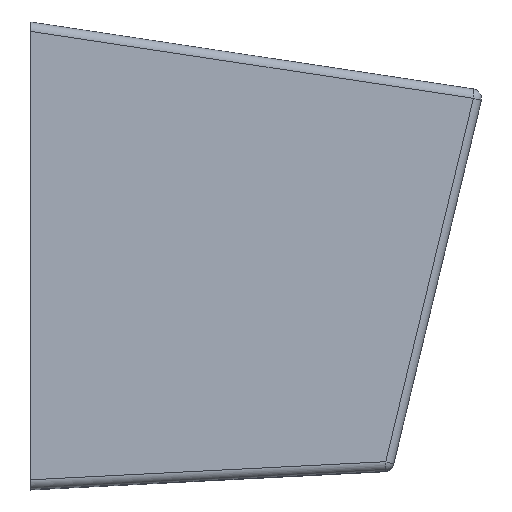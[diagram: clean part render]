
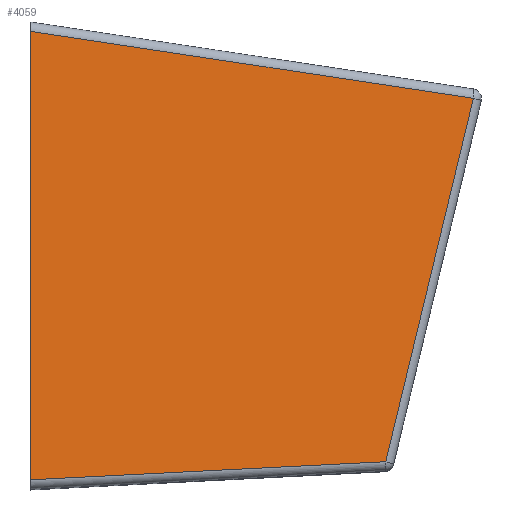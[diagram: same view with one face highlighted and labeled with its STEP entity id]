
A CAD part, top view. The second image highlights one B-rep face of the part: STEP entity #4059.
In plain terms, the highlighted planar face has unit normal (0.149, 0, 0.989).
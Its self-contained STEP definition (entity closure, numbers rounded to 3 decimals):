
#61=CARTESIAN_POINT('',(0.,0.994,24.2));
#87=CARTESIAN_POINT('',(0.,48.211,24.2));
#95=DIRECTION('',(0.,-1.,0.));
#96=VECTOR('',#95,47.218);
#97=CARTESIAN_POINT('',(0.,48.211,24.2));
#98=LINE('',#97,#96);
#1346=DIRECTION('',(-0.988,-0.051,0.149));
#1347=VECTOR('',#1346,37.871);
#1348=CARTESIAN_POINT('',(37.399,2.907,18.555));
#1349=LINE('',#1348,#1347);
#1350=DIRECTION('',(0.978,-0.148,-0.148));
#1351=VECTOR('',#1350,47.672);
#1352=CARTESIAN_POINT('',(0.,48.211,24.2));
#1353=LINE('',#1352,#1351);
#1354=DIRECTION('',(-0.234,-0.972,0.035));
#1355=VECTOR('',#1354,39.387);
#1356=CARTESIAN_POINT('',(46.622,41.174,17.163));
#1357=LINE('',#1356,#1355);
#1519=VERTEX_POINT('',#61);
#1520=CARTESIAN_POINT('',(37.399,2.907,18.555));
#1521=VERTEX_POINT('',#1520);
#1528=CARTESIAN_POINT('',(46.622,41.174,17.163));
#1529=VERTEX_POINT('',#1528);
#1532=VERTEX_POINT('',#87);
#4048=CARTESIAN_POINT('',(47.7,0.,17.));
#4049=DIRECTION('',(-0.149,0.,-0.989));
#4050=DIRECTION('',(-0.989,0.,0.149));
#4051=AXIS2_PLACEMENT_3D('',#4048,#4049,#4050);
#4052=PLANE('',#4051);
#4053=ORIENTED_EDGE('',*,*,#1757,.T.);
#4054=ORIENTED_EDGE('',*,*,#1782,.F.);
#4055=ORIENTED_EDGE('',*,*,#4043,.T.);
#4056=ORIENTED_EDGE('',*,*,#3195,.T.);
#4057=EDGE_LOOP('',(#4053,#4054,#4055,#4056));
#4058=FACE_OUTER_BOUND('',#4057,.F.);
#1757=EDGE_CURVE('',#1521,#1519,#1349,.T.);
#1782=EDGE_CURVE('',#1532,#1519,#98,.T.);
#3195=EDGE_CURVE('',#1529,#1521,#1357,.T.);
#4043=EDGE_CURVE('',#1532,#1529,#1353,.T.);
#4059=ADVANCED_FACE('',(#4058),#4052,.F.);
